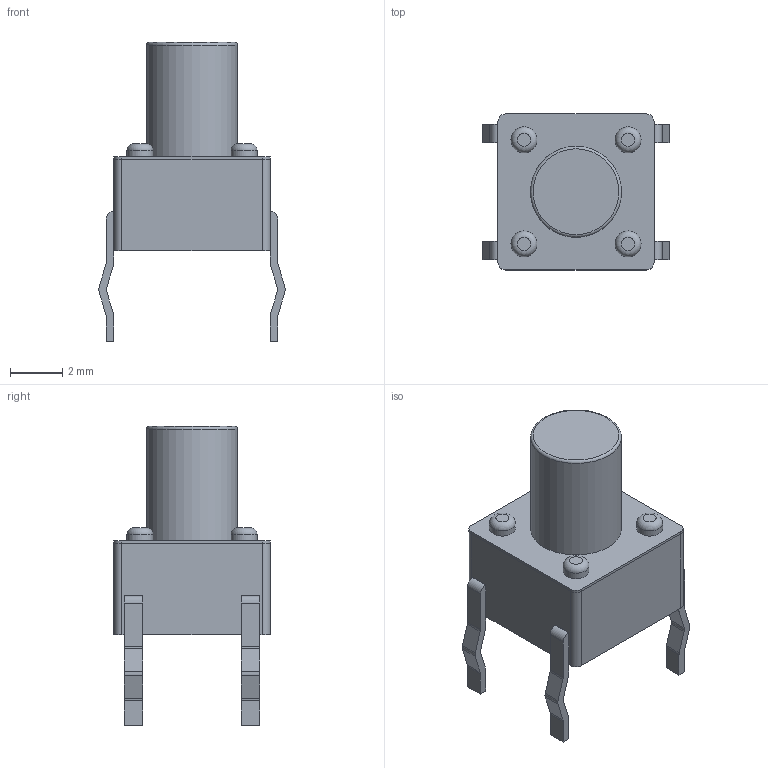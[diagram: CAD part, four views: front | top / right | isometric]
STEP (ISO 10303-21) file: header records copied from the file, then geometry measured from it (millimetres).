
FILE_DESCRIPTION(('FreeCAD Model'),'2;1');
FILE_NAME('SW_PUSH_6mm_H8mm.step','2020-09-22T17:58:00',( 'kicad StepUp'),('ksu MCAD'),'Open CASCADE STEP processor 7.4', 'FreeCAD','Unknown');
FILE_SCHEMA(('AUTOMOTIVE_DESIGN { 1 0 10303 214 1 1 1 1 }'));
Length unit declared in the file: millimetre
Products named in the file (1): SW_PUSH_6mm_H8mm
Bounding box: 7.17 x 6 x 11.5 mm (x, y, z)
Volume: 177.2 mm3; surface area: 242.4 mm2
Topology: 1 solids, 1 shells, 109 faces, 285 edges, 183 vertices
Faces by surface type: plane 63, cylinder 41, torus 5
Full cylindrical faces by diameter (mm): 1 x4, 3.5 x1
Entity records: 4128 total; most frequent: DIRECTION 593, CARTESIAN_POINT 578, ORIENTED_EDGE 570, EDGE_CURVE 285, AXIS2_PLACEMENT_3D 198, LINE 197, VECTOR 197, VERTEX_POINT 183
